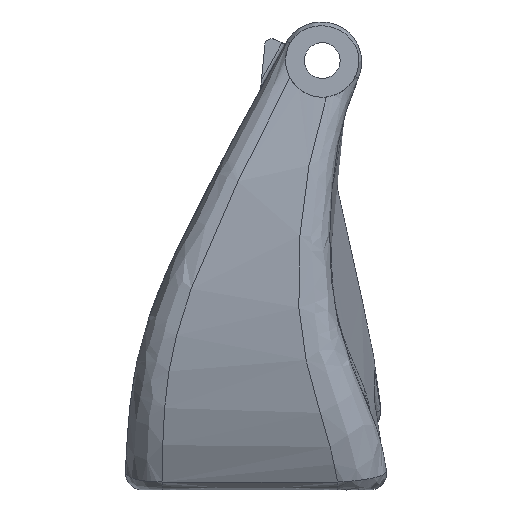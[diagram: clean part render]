
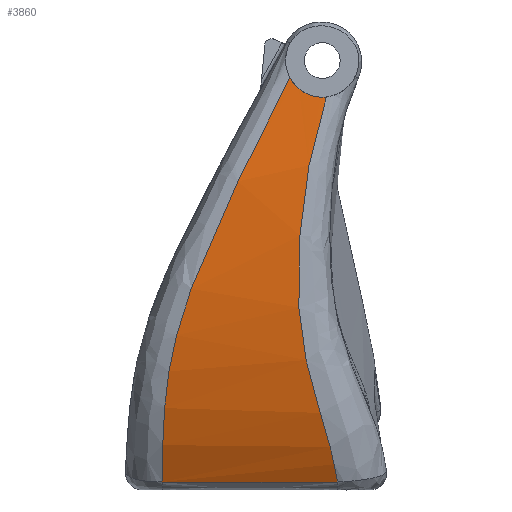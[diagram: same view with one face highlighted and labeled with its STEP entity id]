
A CAD part, left-side view. The second image highlights one B-rep face of the part: STEP entity #3860.
In plain terms, the highlighted free-form (B-spline) face has degree [4, 1] with [11, 2] control points.
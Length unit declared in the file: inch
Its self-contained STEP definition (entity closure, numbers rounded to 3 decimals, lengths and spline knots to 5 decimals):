
#488=FACE_OUTER_BOUND('',#741,.T.);
#741=EDGE_LOOP('',(#3225,#3226,#3227,#3228));
#1144=B_SPLINE_CURVE_WITH_KNOTS('',3,(#10548,#10549,#10550,#10551,#10552,
#10553,#10554,#10555,#10556,#10557),.UNSPECIFIED.,.F.,.F.,(4,2,2,2,4),(-1.27463,
-1.07563,-0.87822,-0.68927,-0.61658),
 .UNSPECIFIED.);
#1147=B_SPLINE_CURVE_WITH_KNOTS('',3,(#10676,#10677,#10678,#10679,#10680,
#10681,#10682,#10683,#10684,#10685,#10686,#10687),.UNSPECIFIED.,.F.,.F.,
(4,1,1,1,1,1,1,1,1,4),(-33.2929,-32.84585,-31.92355,
-31.00124,-30.07893,-29.15663,-28.69547,
-28.23432,-27.77317,-27.67742),.UNSPECIFIED.);
#1150=B_SPLINE_CURVE_WITH_KNOTS('',3,(#10723,#10724,#10725,#10726,#10727,
#10728,#10729,#10730,#10731,#10732,#10733,#10734),.UNSPECIFIED.,.F.,.F.,
(4,1,1,1,1,1,1,1,1,4),(-7.59861,-7.31213,-6.819,
-5.83275,-5.33963,-4.8465,-3.86025,
-2.874,-1.88775,-1.37429),.UNSPECIFIED.);
#1151=B_SPLINE_CURVE_WITH_KNOTS('',3,(#10735,#10736,#10737,#10738),
 .UNSPECIFIED.,.F.,.F.,(4,4),(-2.60584,0.),.UNSPECIFIED.);
#1721=VERTEX_POINT('',#10530);
#1722=VERTEX_POINT('',#10547);
#1724=VERTEX_POINT('',#10675);
#1725=VERTEX_POINT('',#10722);
#2272=EDGE_CURVE('',#1722,#1721,#1144,.T.);
#2276=EDGE_CURVE('',#1722,#1724,#1147,.T.);
#2279=EDGE_CURVE('',#1725,#1721,#1150,.T.);
#2280=EDGE_CURVE('',#1724,#1725,#1151,.T.);
#3225=ORIENTED_EDGE('',*,*,#2272,.T.);
#3226=ORIENTED_EDGE('',*,*,#2279,.F.);
#3227=ORIENTED_EDGE('',*,*,#2280,.F.);
#3228=ORIENTED_EDGE('',*,*,#2276,.F.);
#3678=B_SPLINE_SURFACE_WITH_KNOTS('',4,1,((#10700,#10701),(#10702,#10703),
(#10704,#10705),(#10706,#10707),(#10708,#10709),(#10710,#10711),(#10712,
#10713),(#10714,#10715),(#10716,#10717),(#10718,#10719),(#10720,#10721)),
 .UNSPECIFIED.,.F.,.F.,.F.,(5,4,1,1,5),(2,2),(-0.17975,0.,1.,
2.,3.),(-1.77955,1.90036),.UNSPECIFIED.);
#3860=ADVANCED_FACE('',(#488),#3678,.T.);
#10530=CARTESIAN_POINT('',(-1.01028,-0.08221,2.15339));
#10547=CARTESIAN_POINT('',(-1.02384,-0.29698,2.0405));
#10548=CARTESIAN_POINT('Ctrl Pts',(-1.02384,-0.29698,
2.0405));
#10549=CARTESIAN_POINT('Ctrl Pts',(-1.02417,-0.27107,
2.03749));
#10550=CARTESIAN_POINT('Ctrl Pts',(-1.02399,-0.24481,
2.03923));
#10551=CARTESIAN_POINT('Ctrl Pts',(-1.02258,-0.1944,
2.05196));
#10552=CARTESIAN_POINT('Ctrl Pts',(-1.02138,-0.17067,
2.06279));
#10553=CARTESIAN_POINT('Ctrl Pts',(-1.01802,-0.12914,2.09166));
#10554=CARTESIAN_POINT('Ctrl Pts',(-1.01593,-0.11144,
2.10916));
#10555=CARTESIAN_POINT('Ctrl Pts',(-1.01241,-0.09161,
2.13697));
#10556=CARTESIAN_POINT('Ctrl Pts',(-1.01138,-0.08663,
2.14504));
#10557=CARTESIAN_POINT('Ctrl Pts',(-1.01028,-0.08221,
2.15339));
#10675=CARTESIAN_POINT('',(-0.7352,-0.36108,-0.218));
#10676=CARTESIAN_POINT('Ctrl Pts',(-1.0239,-0.29716,
2.04045));
#10677=CARTESIAN_POINT('Ctrl Pts',(-1.03006,-0.27756,
1.98421));
#10678=CARTESIAN_POINT('Ctrl Pts',(-1.04648,-0.22447,
1.80931));
#10679=CARTESIAN_POINT('Ctrl Pts',(-1.0621,-0.16775,
1.50511));
#10680=CARTESIAN_POINT('Ctrl Pts',(-1.06018,-0.12909,
1.139));
#10681=CARTESIAN_POINT('Ctrl Pts',(-1.03285,-0.12689,
0.7574));
#10682=CARTESIAN_POINT('Ctrl Pts',(-0.98258,-0.18362,
0.44428));
#10683=CARTESIAN_POINT('Ctrl Pts',(-0.9198,-0.25564,
0.19976));
#10684=CARTESIAN_POINT('Ctrl Pts',(-0.85631,-0.31287,
0.01443));
#10685=CARTESIAN_POINT('Ctrl Pts',(-0.79062,-0.34671,
-0.12602));
#10686=CARTESIAN_POINT('Ctrl Pts',(-0.74369,-0.35912,
-0.20451));
#10687=CARTESIAN_POINT('Ctrl Pts',(-0.73524,-0.36108,
-0.21802));
#10700=CARTESIAN_POINT('Ctrl Pts',(1.68424,-0.70061,3.86486));
#10701=CARTESIAN_POINT('Ctrl Pts',(1.68424,0.74817,3.86486));
#10702=CARTESIAN_POINT('Ctrl Pts',(1.68267,-0.70061,3.54438));
#10703=CARTESIAN_POINT('Ctrl Pts',(1.68267,0.74817,3.54438));
#10704=CARTESIAN_POINT('Ctrl Pts',(1.68109,-0.70061,3.2239));
#10705=CARTESIAN_POINT('Ctrl Pts',(1.68109,0.74817,3.2239));
#10706=CARTESIAN_POINT('Ctrl Pts',(1.67951,-0.70061,2.90342));
#10707=CARTESIAN_POINT('Ctrl Pts',(1.67951,0.74817,2.90342));
#10708=CARTESIAN_POINT('Ctrl Pts',(1.67794,-0.70061,2.58295));
#10709=CARTESIAN_POINT('Ctrl Pts',(1.67794,0.74817,2.58295));
#10710=CARTESIAN_POINT('Ctrl Pts',(1.66918,-0.70061,0.8));
#10711=CARTESIAN_POINT('Ctrl Pts',(1.66918,0.74817,0.8));
#10712=CARTESIAN_POINT('Ctrl Pts',(0.97697,-0.70061,0.71968));
#10713=CARTESIAN_POINT('Ctrl Pts',(0.97697,0.74817,
0.71968));
#10714=CARTESIAN_POINT('Ctrl Pts',(0.95482,-0.70061,-0.97696));
#10715=CARTESIAN_POINT('Ctrl Pts',(0.95482,0.74817,
-0.97696));
#10716=CARTESIAN_POINT('Ctrl Pts',(-1.39648,-0.70061,-0.96956));
#10717=CARTESIAN_POINT('Ctrl Pts',(-1.39648,0.74817,-0.96956));
#10718=CARTESIAN_POINT('Ctrl Pts',(-1.0515,-0.70061,2.24145));
#10719=CARTESIAN_POINT('Ctrl Pts',(-1.0515,0.74817,
2.24145));
#10720=CARTESIAN_POINT('Ctrl Pts',(-0.92206,-0.70061,
2.58295));
#10721=CARTESIAN_POINT('Ctrl Pts',(-0.92206,0.74817,
2.58295));
#10722=CARTESIAN_POINT('',(-0.7352,0.66484,-0.218));
#10723=CARTESIAN_POINT('Ctrl Pts',(-0.73526,0.66483,
-0.21804));
#10724=CARTESIAN_POINT('Ctrl Pts',(-0.75957,0.66525,
-0.17935));
#10725=CARTESIAN_POINT('Ctrl Pts',(-0.81805,0.6655,
-0.07289));
#10726=CARTESIAN_POINT('Ctrl Pts',(-0.91659,0.65993,
0.16968));
#10727=CARTESIAN_POINT('Ctrl Pts',(-0.98149,0.63305,
0.4395));
#10728=CARTESIAN_POINT('Ctrl Pts',(-1.02195,0.56953,
0.70144));
#10729=CARTESIAN_POINT('Ctrl Pts',(-1.04867,0.48552,
0.95526));
#10730=CARTESIAN_POINT('Ctrl Pts',(-1.06305,0.35683,
1.26065));
#10731=CARTESIAN_POINT('Ctrl Pts',(-1.05826,0.18801,
1.62065));
#10732=CARTESIAN_POINT('Ctrl Pts',(-1.03809,0.04116,
1.91554));
#10733=CARTESIAN_POINT('Ctrl Pts',(-1.01833,-0.05039,
2.09283));
#10734=CARTESIAN_POINT('Ctrl Pts',(-1.01036,-0.08218,
2.15341));
#10735=CARTESIAN_POINT('Ctrl Pts',(-0.7352,-0.36108,
-0.218));
#10736=CARTESIAN_POINT('Ctrl Pts',(-0.7352,-0.01911,
-0.218));
#10737=CARTESIAN_POINT('Ctrl Pts',(-0.7352,0.32287,
-0.218));
#10738=CARTESIAN_POINT('Ctrl Pts',(-0.7352,0.66484,
-0.218));
